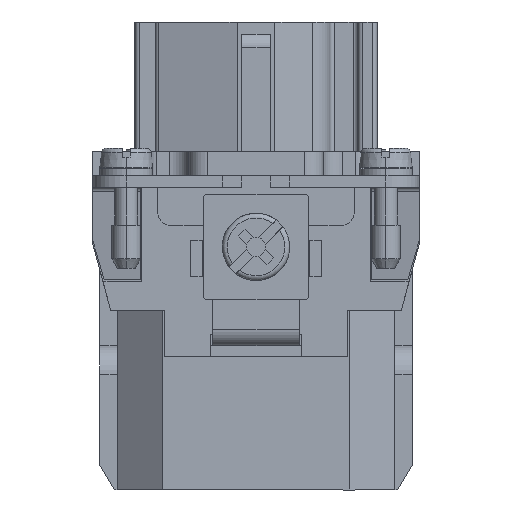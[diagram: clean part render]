
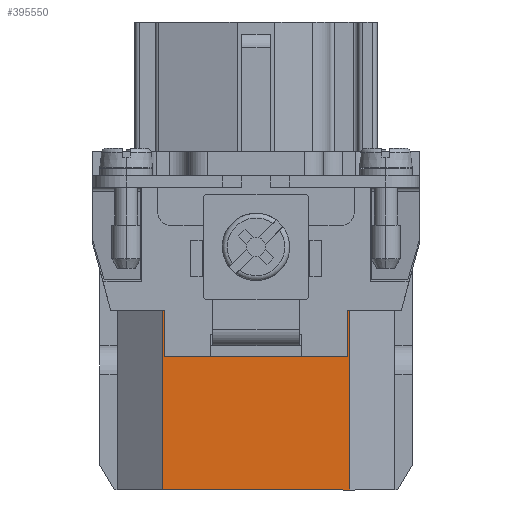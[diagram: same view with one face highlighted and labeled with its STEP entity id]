
A CAD part, left-side view. The second image highlights one B-rep face of the part: STEP entity #395550.
In plain terms, the highlighted face is planar.
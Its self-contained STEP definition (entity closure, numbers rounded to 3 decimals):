
#59410=CARTESIAN_POINT('',(88.746,0.,-5.2));
#59420=DIRECTION('',(0.,-1.,0.));
#59430=VECTOR('',#59420,1.);
#59440=LINE('',#59410,#59430);
#59450=CARTESIAN_POINT('',(88.746,39.084,-5.2));
#59460=VERTEX_POINT('',#59450);
#59470=CARTESIAN_POINT('',(88.746,38.834,-5.2));
#59480=VERTEX_POINT('',#59470);
#59490=EDGE_CURVE('',#59460,#59480,#59440,.T.);
#75640=CARTESIAN_POINT('',(88.746,39.084,13.7))
;
#75650=VERTEX_POINT('',#75640);
#75680=CARTESIAN_POINT('',(88.746,0.,13.7));
#75690=DIRECTION('',(0.,1.,0.));
#75700=VECTOR('',#75690,1.);
#75710=LINE('',#75680,#75700);
#75720=CARTESIAN_POINT('',(88.746,40.829,
13.7));
#75730=VERTEX_POINT('',#75720);
#75740=EDGE_CURVE('',#75650,#75730,#75710,.T.);
#75960=CARTESIAN_POINT('',(88.746,56.338,
13.7));
#75970=VERTEX_POINT('',#75960);
#76000=CARTESIAN_POINT('',(88.746,58.084,13.7))
;
#76010=VERTEX_POINT('',#76000);
#76020=EDGE_CURVE('',#75970,#76010,#75710,.T.);
#124450=CARTESIAN_POINT('',(88.746,58.084,0.));
#124460=DIRECTION('',(0.,0.,1.));
#124470=VECTOR('',#124460,1.);
#124480=LINE('',#124450,#124470);
#124490=CARTESIAN_POINT('',(88.746,58.084,-5.2));
#124500=VERTEX_POINT('',#124490);
#124510=EDGE_CURVE('',#124500,#76010,#124480,.T.);
#321770=CARTESIAN_POINT('',(88.746,0.,-5.2));
#321780=DIRECTION('',(0.,1.,0.));
#321790=VECTOR('',#321780,1.);
#321800=LINE('',#321770,#321790);
#321810=CARTESIAN_POINT('',(88.746,58.334,-5.2));
#321820=VERTEX_POINT('',#321810);
#321830=EDGE_CURVE('',#124500,#321820,#321800,.T.);
#330030=CARTESIAN_POINT('',(88.746,38.834,
27.6));
#330040=VERTEX_POINT('',#330030);
#333050=CARTESIAN_POINT('',(88.746,58.334,
27.6));
#333060=VERTEX_POINT('',#333050);
#333090=CARTESIAN_POINT('',(88.746,33.507,
27.6));
#333100=DIRECTION('',(0.,1.,0.));
#333110=VECTOR('',#333100,1.);
#333120=LINE('',#333090,#333110);
#333130=EDGE_CURVE('',#330040,#333060,#333120,.T.);
#334410=CARTESIAN_POINT('',(88.746,39.084,0.));
#334420=DIRECTION('',(0.,0.,1.));
#334430=VECTOR('',#334420,1.);
#334440=LINE('',#334410,#334430);
#334450=EDGE_CURVE('',#59460,#75650,#334440,.T.);
#335070=CARTESIAN_POINT('',(88.746,40.829,-5.1));
#335080=VERTEX_POINT('',#335070);
#335130=CARTESIAN_POINT('',(88.746,40.829,0.));
#335140=DIRECTION('',(0.,0.,-1.));
#335150=VECTOR('',#335140,1.);
#335160=LINE('',#335130,#335150);
#335170=EDGE_CURVE('',#75730,#335080,#335160,.T.);
#335380=CARTESIAN_POINT('',(88.746,56.338,-5.1));
#335390=VERTEX_POINT('',#335380);
#335420=CARTESIAN_POINT('',(88.746,56.338,0.));
#335430=DIRECTION('',(0.,0.,-1.));
#335440=VECTOR('',#335430,1.);
#335450=LINE('',#335420,#335440);
#335460=EDGE_CURVE('',#75970,#335390,#335450,.T.);
#353190=CARTESIAN_POINT('',(88.746,58.334,0.));
#353200=DIRECTION('',(0.,0.,-1.));
#353210=VECTOR('',#353200,1.);
#353220=LINE('',#353190,#353210);
#353230=EDGE_CURVE('',#333060,#321820,#353220,.T.);
#359600=CARTESIAN_POINT('',(88.746,0.,-5.1));
#359610=DIRECTION('',(0.,1.,0.));
#359620=VECTOR('',#359610,1.);
#359630=LINE('',#359600,#359620);
#359640=EDGE_CURVE('',#335080,#335390,#359630,.T.);
#368750=CARTESIAN_POINT('',(88.746,38.834,0.));
#368760=DIRECTION('',(0.,0.,-1.));
#368770=VECTOR('',#368760,1.);
#368780=LINE('',#368750,#368770);
#368790=EDGE_CURVE('',#330040,#59480,#368780,.T.);
#395360=CARTESIAN_POINT('',(88.746,0.,24.6));
#395370=DIRECTION('',(1.,0.,0.));
#395380=DIRECTION('',(0.,0.,-1.));
#395390=AXIS2_PLACEMENT_3D('',#395360,#395370,#395380);
#395400=PLANE('',#395390);
#395410=ORIENTED_EDGE('',*,*,#368790,.T.);
#395420=ORIENTED_EDGE('',*,*,#333130,.F.);
#395430=ORIENTED_EDGE('',*,*,#353230,.F.);
#395440=ORIENTED_EDGE('',*,*,#321830,.T.);
#395450=ORIENTED_EDGE('',*,*,#124510,.F.);
#395460=ORIENTED_EDGE('',*,*,#76020,.T.);
#395470=ORIENTED_EDGE('',*,*,#335460,.F.);
#395480=ORIENTED_EDGE('',*,*,#359640,.T.);
#395490=ORIENTED_EDGE('',*,*,#335170,.T.);
#395500=ORIENTED_EDGE('',*,*,#75740,.T.);
#395510=ORIENTED_EDGE('',*,*,#334450,.T.);
#395520=ORIENTED_EDGE('',*,*,#59490,.F.);
#395530=EDGE_LOOP('',(#395520,#395510,#395500,#395490,#395480,#395470,
#395460,#395450,#395440,#395430,#395420,#395410));
#395540=FACE_OUTER_BOUND('',#395530,.T.);
#395550=ADVANCED_FACE('',(#395540),#395400,.T.);
